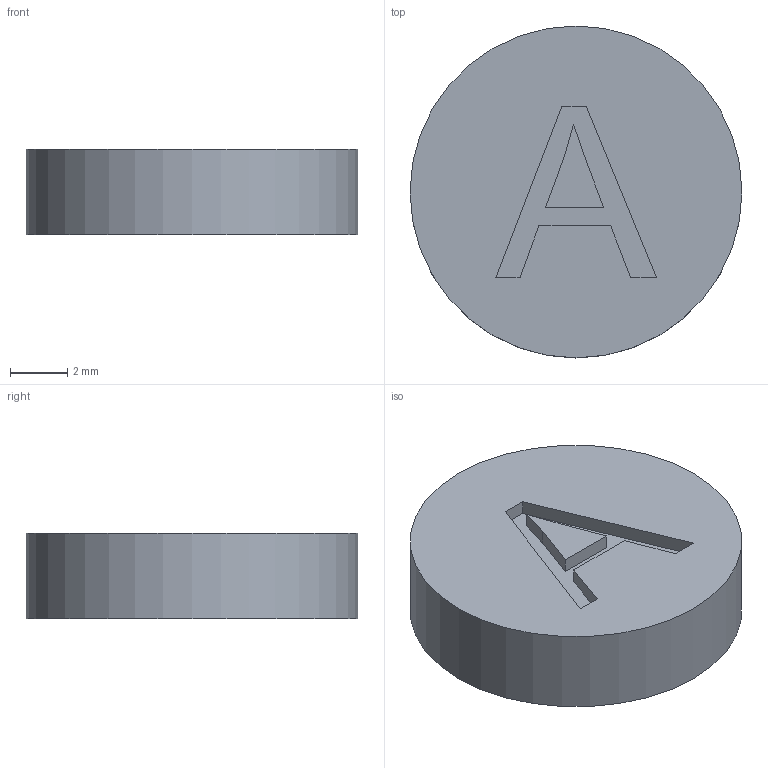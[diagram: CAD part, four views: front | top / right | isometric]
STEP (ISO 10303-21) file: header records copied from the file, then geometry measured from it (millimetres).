
FILE_DESCRIPTION(/* description */ (''),/* implementation_level */ '2;1');
FILE_NAME(/* name */ 'a button.step',/* time_stamp */ '2025-08-05T19:29:05-06:00',/* author */ (''),/* organization */ (''),/* preprocessor_version */ 'ST-DEVELOPER v20.1',/* originating_system */ 'Autodesk Translation Framework v14.10.0.0',/* authorisation */ '');
FILE_SCHEMA (('AUTOMOTIVE_DESIGN { 1 0 10303 214 3 1 1 }'));
Length unit declared in the file: millimetre
Products named in the file (1): FusionComponent
Bounding box: 11.6 x 11.6 x 3 mm (x, y, z)
Volume: 311.6 mm3; surface area: 335.7 mm2
Topology: 1 solids, 1 shells, 18 faces, 42 edges, 28 vertices
Faces by surface type: plane 15, bspline 2, cylinder 1
Full cylindrical faces by diameter (mm): 11.6 x1
Entity records: 561 total; most frequent: CARTESIAN_POINT 123, ORIENTED_EDGE 84, DIRECTION 74, EDGE_CURVE 42, LINE 36, VECTOR 36, VERTEX_POINT 28, EDGE_LOOP 20
